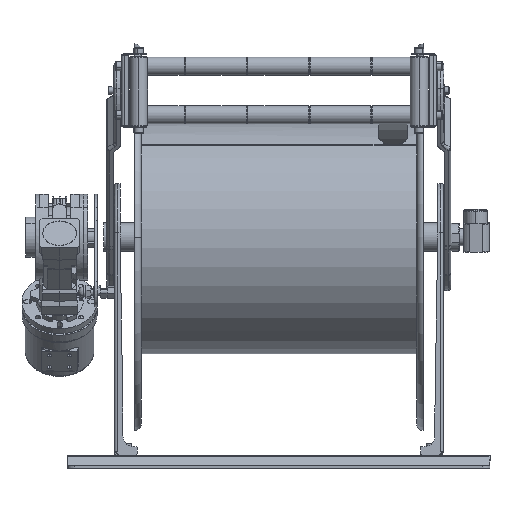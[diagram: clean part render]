
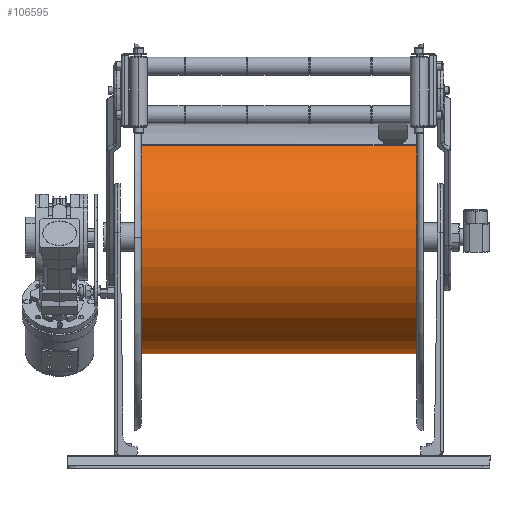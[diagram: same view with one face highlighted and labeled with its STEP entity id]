
A CAD part, front view. The second image highlights one B-rep face of the part: STEP entity #106595.
In plain terms, the highlighted cylindrical face has radius 163 mm (diameter 326 mm), a partial arc.
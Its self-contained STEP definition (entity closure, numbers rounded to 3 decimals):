
#3179 = CARTESIAN_POINT ( 'NONE',  ( 159.5, -99.404, 451.725 ) ) ;
#3911 = CIRCLE ( 'NONE', #99458, 163. ) ;
#6099 = FACE_OUTER_BOUND ( 'NONE', #111438, .T. ) ;
#10910 = CARTESIAN_POINT ( 'NONE',  ( 197.5, 32.965, 162.912 ) ) ;
#12391 = ORIENTED_EDGE ( 'NONE', *, *, #28658, .F. ) ;
#17746 = LINE ( 'NONE', #79415, #41325 ) ;
#19206 = DIRECTION ( 'NONE',  ( 1., 0., 0. ) ) ;
#19402 = ORIENTED_EDGE ( 'NONE', *, *, #110317, .T. ) ;
#20723 = CARTESIAN_POINT ( 'NONE',  ( -197.5, 32.965, 162.912 ) ) ;
#25059 = VERTEX_POINT ( 'NONE', #33988 ) ;
#26104 = VERTEX_POINT ( 'NONE', #91763 ) ;
#26338 = CARTESIAN_POINT ( 'NONE',  ( 197.5, 0., 322.544 ) ) ;
#26533 = EDGE_CURVE ( 'NONE', #25059, #51267, #109831, .T. ) ;
#26907 = DIRECTION ( 'NONE',  ( 0., 0.61, -0.793 ) ) ;
#28192 = AXIS2_PLACEMENT_3D ( 'NONE', #41246, #93572, #66622 ) ;
#28658 = EDGE_CURVE ( 'NONE', #25059, #41979, #3911, .T. ) ;
#32224 = LINE ( 'NONE', #67963, #111758 ) ;
#33988 = CARTESIAN_POINT ( 'NONE',  ( 197.5, -99.404, 451.725 ) ) ;
#36391 = ORIENTED_EDGE ( 'NONE', *, *, #78185, .F. ) ;
#38718 = DIRECTION ( 'NONE',  ( 0., 0.61, -0.793 ) ) ;
#41246 = CARTESIAN_POINT ( 'NONE',  ( 197.5, 0., 322.544 ) ) ;
#41325 = VECTOR ( 'NONE', #96597, 1000. ) ;
#41979 = VERTEX_POINT ( 'NONE', #10910 ) ;
#45651 = VERTEX_POINT ( 'NONE', #20723 ) ;
#46925 = ORIENTED_EDGE ( 'NONE', *, *, #26533, .T. ) ;
#48359 = DIRECTION ( 'NONE',  ( -1., 0., 0. ) ) ;
#50455 = CYLINDRICAL_SURFACE ( 'NONE', #28192, 163. ) ;
#51267 = VERTEX_POINT ( 'NONE', #3179 ) ;
#61873 = AXIS2_PLACEMENT_3D ( 'NONE', #99146, #19206, #38718 ) ;
#62128 = DIRECTION ( 'NONE',  ( 1., 0., 0. ) ) ;
#66622 = DIRECTION ( 'NONE',  ( 0., -0.61, 0.793 ) ) ;
#67963 = CARTESIAN_POINT ( 'NONE',  ( 197.5, 32.965, 162.912 ) ) ;
#72735 = VECTOR ( 'NONE', #48359, 1000. ) ;
#78185 = EDGE_CURVE ( 'NONE', #41979, #45651, #32224, .T. ) ;
#79415 = CARTESIAN_POINT ( 'NONE',  ( 197.5, -99.404, 451.725 ) ) ;
#86486 = EDGE_CURVE ( 'NONE', #51267, #26104, #17746, .T. ) ;
#90577 = ORIENTED_EDGE ( 'NONE', *, *, #86486, .T. ) ;
#91763 = CARTESIAN_POINT ( 'NONE',  ( -197.5, -99.404, 451.725 ) ) ;
#93572 = DIRECTION ( 'NONE',  ( -1., 0., 0. ) ) ;
#96597 = DIRECTION ( 'NONE',  ( -1., 0., 0. ) ) ;
#99146 = CARTESIAN_POINT ( 'NONE',  ( -197.5, 0., 322.544 ) ) ;
#99458 = AXIS2_PLACEMENT_3D ( 'NONE', #26338, #62128, #26907 ) ;
#100116 = CARTESIAN_POINT ( 'NONE',  ( 197.5, -99.404, 451.725 ) ) ;
#102985 = DIRECTION ( 'NONE',  ( -1., 0., 0. ) ) ;
#103981 = CIRCLE ( 'NONE', #61873, 163. ) ;
#106595 = ADVANCED_FACE ( 'NONE', ( #6099 ), #50455, .T. ) ;
#109831 = LINE ( 'NONE', #100116, #72735 ) ;
#110317 = EDGE_CURVE ( 'NONE', #26104, #45651, #103981, .T. ) ;
#111438 = EDGE_LOOP ( 'NONE', ( #12391, #46925, #90577, #19402, #36391 ) ) ;
#111758 = VECTOR ( 'NONE', #102985, 1000. ) ;
